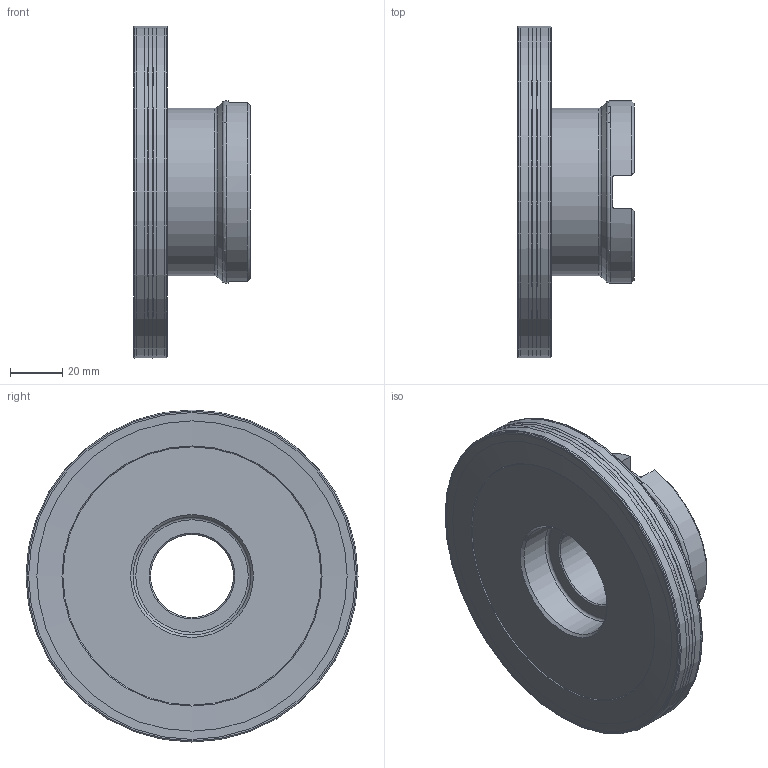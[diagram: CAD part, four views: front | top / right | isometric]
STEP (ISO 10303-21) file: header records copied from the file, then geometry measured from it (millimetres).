
FILE_DESCRIPTION(/* description */ (''),/* implementation_level */ '2;1');
FILE_NAME(/* name */ 'smp09-5.00''''x0.50''''-b1.25''''-ln14-10.stp',/* time_stamp */ '2023-07-05T13:45:00+08:00',/* author */ (''),/* organization */ (''),/* preprocessor_version */ 'ST-DEVELOPER v16.7',/* originating_system */ 'SIEMENS PLM Software NX 12.0',/* authorisation */ '');
FILE_SCHEMA (('AUTOMOTIVE_DESIGN { 1 0 10303 214 3 1 1 1 }'));
Length unit declared in the file: millimetre
Products named in the file (1): luol1CFCD267aupw
Bounding box: 44.45 x 127 x 127 mm (x, y, z)
Volume: 269839.5 mm3; surface area: 68849.1 mm2
Topology: 3 solids, 3 shells, 74 faces, 166 edges, 95 vertices
Faces by surface type: revolution 26, plane 17, cone 14, cylinder 9, torus 8
Full cylindrical faces by diameter (mm): 31.75 x1, 45 x1, 64.04 x1, 69.85 x1, 125.372 x1
Entity records: 2127 total; most frequent: CARTESIAN_POINT 667, DIRECTION 278, ORIENTED_EDGE 226, EDGE_LOOP 124, AXIS2_PLACEMENT_3D 114, EDGE_CURVE 113, FACE_BOUND 100, VERTEX_POINT 89
